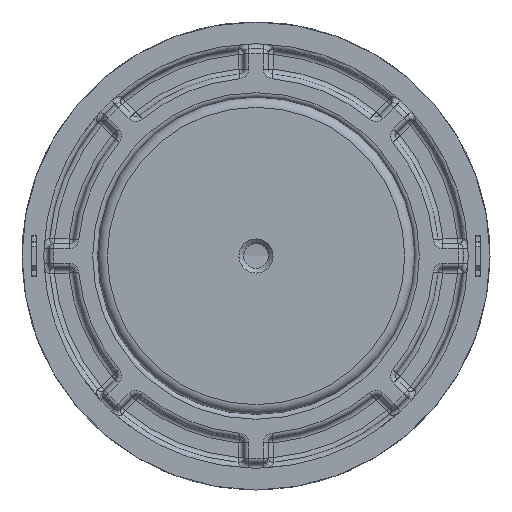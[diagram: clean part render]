
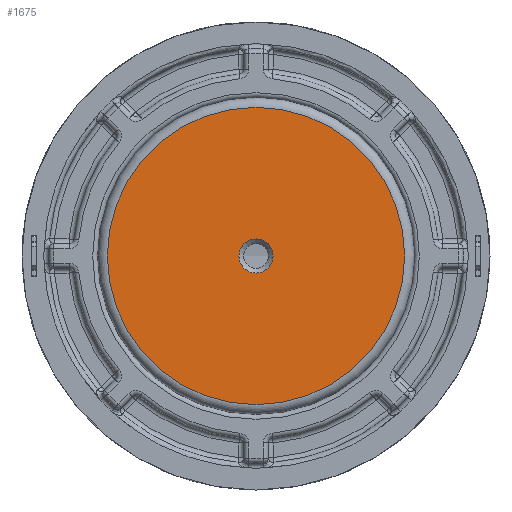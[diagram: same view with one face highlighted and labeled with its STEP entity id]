
A CAD part, front view. The second image highlights one B-rep face of the part: STEP entity #1675.
In plain terms, the highlighted planar face has unit normal (0, -1, 0).
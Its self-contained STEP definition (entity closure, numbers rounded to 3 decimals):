
#232 = DIRECTION ( 'NONE',  ( 0., 0., 1. ) ) ;
#1037 = DIRECTION ( 'NONE',  ( 0., 1., 0. ) ) ;
#1501 = EDGE_CURVE ( 'NONE', #6747, #6747, #11529, .T. ) ;
#1675 = ADVANCED_FACE ( 'NONE', ( #8315, #5537 ), #8440, .F. ) ;
#1926 = CARTESIAN_POINT ( 'NONE',  ( -5.692, -5.338, 32.5 ) ) ;
#3210 = CARTESIAN_POINT ( 'NONE',  ( -5.692, -5.338, 34.25 ) ) ;
#3429 = AXIS2_PLACEMENT_3D ( 'NONE', #10952, #9183, #3934 ) ;
#3616 = CARTESIAN_POINT ( 'NONE',  ( -5.692, -5.338, 47.75 ) ) ;
#3934 = DIRECTION ( 'NONE',  ( 0., 0., 1. ) ) ;
#4518 = DIRECTION ( 'NONE',  ( 0., 0., 1. ) ) ;
#5537 = FACE_OUTER_BOUND ( 'NONE', #10413, .T. ) ;
#6433 = AXIS2_PLACEMENT_3D ( 'NONE', #1926, #1037, #4518 ) ;
#6663 = DIRECTION ( 'NONE',  ( 0., 1., 0. ) ) ;
#6747 = VERTEX_POINT ( 'NONE', #3210 ) ;
#7363 = CARTESIAN_POINT ( 'NONE',  ( -5.692, -5.338, 32.5 ) ) ;
#7845 = ORIENTED_EDGE ( 'NONE', *, *, #1501, .T. ) ;
#8315 = FACE_BOUND ( 'NONE', #9764, .T. ) ;
#8440 = PLANE ( 'NONE',  #11128 ) ;
#8521 = CIRCLE ( 'NONE', #3429, 15.25 ) ;
#8930 = EDGE_CURVE ( 'NONE', #11578, #11578, #8521, .T. ) ;
#9183 = DIRECTION ( 'NONE',  ( 0., -1., 0. ) ) ;
#9764 = EDGE_LOOP ( 'NONE', ( #7845 ) ) ;
#10368 = ORIENTED_EDGE ( 'NONE', *, *, #8930, .T. ) ;
#10413 = EDGE_LOOP ( 'NONE', ( #10368 ) ) ;
#10952 = CARTESIAN_POINT ( 'NONE',  ( -5.692, -5.338, 32.5 ) ) ;
#11128 = AXIS2_PLACEMENT_3D ( 'NONE', #7363, #6663, #232 ) ;
#11529 = CIRCLE ( 'NONE', #6433, 1.75 ) ;
#11578 = VERTEX_POINT ( 'NONE', #3616 ) ;
